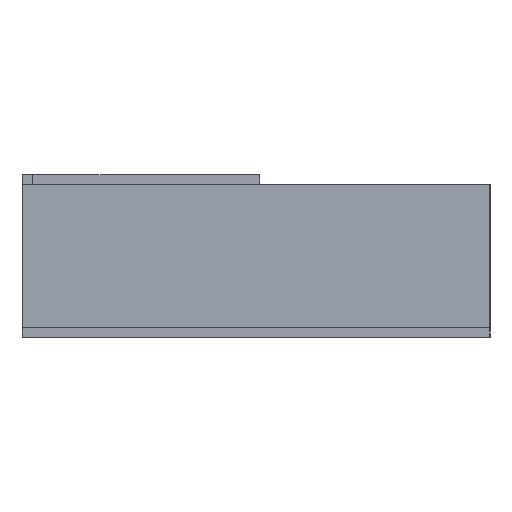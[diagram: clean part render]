
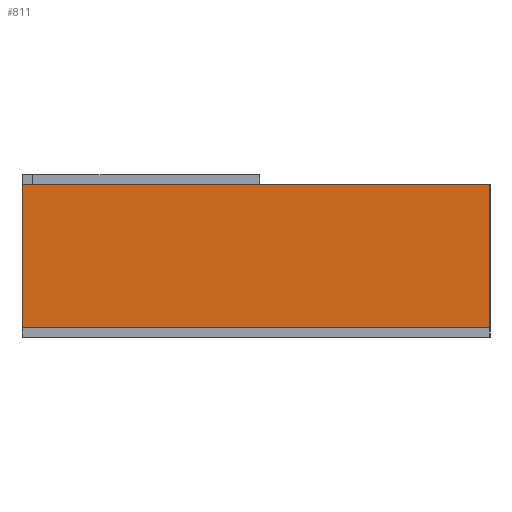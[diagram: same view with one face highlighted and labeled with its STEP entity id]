
A CAD part, left-side view. The second image highlights one B-rep face of the part: STEP entity #811.
In plain terms, the highlighted planar face has unit normal (-1, 0, 0).
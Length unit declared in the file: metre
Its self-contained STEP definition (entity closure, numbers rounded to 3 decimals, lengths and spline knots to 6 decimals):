
#173=FACE_OUTER_BOUND('',#215,.T.);
#215=EDGE_LOOP('',(#673,#674,#675,#676));
#281=LINE('',#1375,#383);
#282=LINE('',#1377,#384);
#283=LINE('',#1379,#385);
#284=LINE('',#1380,#386);
#383=VECTOR('',#1108,0.01);
#384=VECTOR('',#1109,0.01);
#385=VECTOR('',#1110,0.01);
#386=VECTOR('',#1111,0.01);
#469=VERTEX_POINT('',#1373);
#470=VERTEX_POINT('',#1374);
#471=VERTEX_POINT('',#1376);
#472=VERTEX_POINT('',#1378);
#541=EDGE_CURVE('',#469,#470,#281,.T.);
#542=EDGE_CURVE('',#470,#471,#282,.T.);
#543=EDGE_CURVE('',#472,#471,#283,.T.);
#544=EDGE_CURVE('',#469,#472,#284,.T.);
#673=ORIENTED_EDGE('',*,*,#541,.T.);
#674=ORIENTED_EDGE('',*,*,#542,.T.);
#675=ORIENTED_EDGE('',*,*,#543,.F.);
#676=ORIENTED_EDGE('',*,*,#544,.F.);
#769=PLANE('',#947);
#811=ADVANCED_FACE('',(#173),#769,.T.);
#947=AXIS2_PLACEMENT_3D('',#1372,#1106,#1107);
#1106=DIRECTION('center_axis',(-1.,0.,0.));
#1107=DIRECTION('ref_axis',(0.,-1.,0.));
#1108=DIRECTION('',(0.,-1.,0.));
#1109=DIRECTION('',(0.,0.,1.));
#1110=DIRECTION('',(0.,-1.,0.));
#1111=DIRECTION('',(0.,0.,1.));
#1372=CARTESIAN_POINT('Origin',(-0.003,0.152,0.));
#1373=CARTESIAN_POINT('',(-0.003,0.152,0.));
#1374=CARTESIAN_POINT('',(-0.003,-0.152,0.));
#1375=CARTESIAN_POINT('',(-0.003,0.152,0.));
#1376=CARTESIAN_POINT('',(-0.003,-0.152,0.093));
#1377=CARTESIAN_POINT('',(-0.003,-0.152,0.));
#1378=CARTESIAN_POINT('',(-0.003,0.152,0.093));
#1379=CARTESIAN_POINT('',(-0.003,0.152,0.093));
#1380=CARTESIAN_POINT('',(-0.003,0.152,0.));
